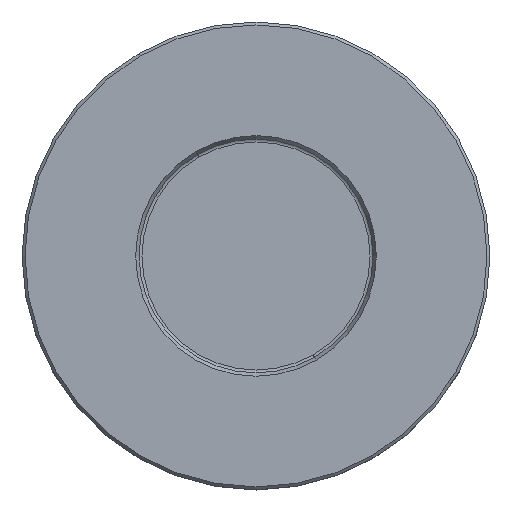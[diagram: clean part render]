
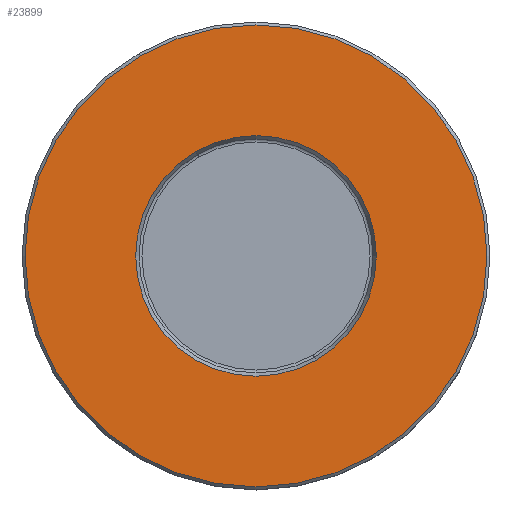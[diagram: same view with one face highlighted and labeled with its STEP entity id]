
A CAD part, top view. The second image highlights one B-rep face of the part: STEP entity #23899.
In plain terms, the highlighted planar face has unit normal (0, 0, 1).
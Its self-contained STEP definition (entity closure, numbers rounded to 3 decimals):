
#12318=CARTESIAN_POINT('',(0.,0.,65.));
#12319=DIRECTION('',(0.,0.,-1.));
#12320=DIRECTION('',(-0.5,0.866,0.));
#12321=AXIS2_PLACEMENT_3D('',#12318,#12319,#12320);
#12326=CARTESIAN_POINT('',(0.,0.,65.));
#12327=DIRECTION('',(0.,0.,1.));
#12328=DIRECTION('',(-0.5,0.866,0.));
#12329=AXIS2_PLACEMENT_3D('',#12326,#12327,#12328);
#12334=CARTESIAN_POINT('',(0.,0.,65.));
#12335=DIRECTION('',(0.,0.,1.));
#12336=DIRECTION('',(-0.5,0.866,0.));
#12337=AXIS2_PLACEMENT_3D('',#12334,#12335,#12336);
#12342=CARTESIAN_POINT('',(0.,0.,65.));
#12343=DIRECTION('',(0.,0.,-1.));
#12344=DIRECTION('',(-0.5,0.866,0.));
#12345=AXIS2_PLACEMENT_3D('',#12342,#12343,#12344);
#14050=CARTESIAN_POINT('',(-10.289,17.821,65.));
#14051=VERTEX_POINT('',#14050);
#14052=CARTESIAN_POINT('',(-19.75,34.208,65.));
#14054=VERTEX_POINT('',#14052);
#14108=CARTESIAN_POINT('',(10.289,-17.821,65.));
#14109=VERTEX_POINT('',#14108);
#14110=CARTESIAN_POINT('',(19.75,-34.208,65.));
#14112=VERTEX_POINT('',#14110);
#23884=CARTESIAN_POINT('',(0.,0.,65.));
#23885=DIRECTION('',(0.,0.,1.));
#23886=DIRECTION('',(0.5,-0.866,0.));
#23887=AXIS2_PLACEMENT_3D('',#23884,#23885,#23886);
#23888=PLANE('',#23887);
#23889=ORIENTED_EDGE('',*,*,#23866,.T.);
#23890=ORIENTED_EDGE('',*,*,#23877,.F.);
#23891=EDGE_LOOP('',(#23889,#23890));
#23892=FACE_OUTER_BOUND('',#23891,.F.);
#23894=ORIENTED_EDGE('',*,*,#23893,.T.);
#23896=ORIENTED_EDGE('',*,*,#23895,.F.);
#23897=EDGE_LOOP('',(#23894,#23896));
#23898=FACE_BOUND('',#23897,.F.);
#23899=ADVANCED_FACE('',(#23892,#23898),#23888,.T.);
#12322=CIRCLE('',#12321,39.5);
#12330=CIRCLE('',#12329,39.5);
#12338=CIRCLE('',#12337,20.577);
#12346=CIRCLE('',#12345,20.577);
#23866=EDGE_CURVE('',#14054,#14112,#12322,.T.);
#23877=EDGE_CURVE('',#14054,#14112,#12330,.T.);
#23893=EDGE_CURVE('',#14051,#14109,#12338,.T.);
#23895=EDGE_CURVE('',#14051,#14109,#12346,.T.);
